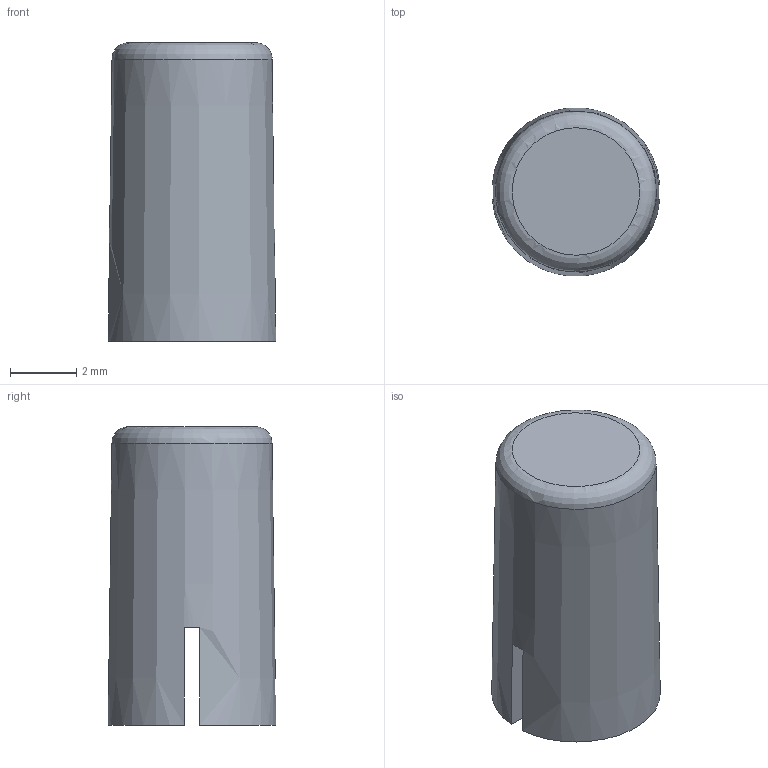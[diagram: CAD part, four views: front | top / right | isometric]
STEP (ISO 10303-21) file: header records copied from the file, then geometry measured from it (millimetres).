
FILE_DESCRIPTION((' '),'2;1');
FILE_NAME( 'SW-1RWHT.stp', '2022-08-31T11:16:26', (' '), ('--- Datakit www.datakit.com---'), ' Datakit CrossCadWare V2022.3 Jun 15 2022', 'DATAKIT 2022 (c)', ' ');
FILE_SCHEMA(('AP242_MANAGED_MODEL_BASED_3D_ENGINEERING_MIM_LF { 1 0 10303 442 1 1 4 }'));
Length unit declared in the file: millimetre
Products named in the file (1): SW-1RWHT
Bounding box: 5.06 x 5.06 x 9 mm (x, y, z)
Volume: 107.3 mm3; surface area: 290.4 mm2
Topology: 1 solids, 1 shells, 32 faces, 90 edges, 60 vertices
Faces by surface type: plane 30, revolution 1, cone 1
Entity records: 1050 total; most frequent: CARTESIAN_POINT 222, ORIENTED_EDGE 172, DIRECTION 153, EDGE_CURVE 86, VECTOR 76, LINE 76, VERTEX_POINT 58, AXIS2_PLACEMENT_3D 38
